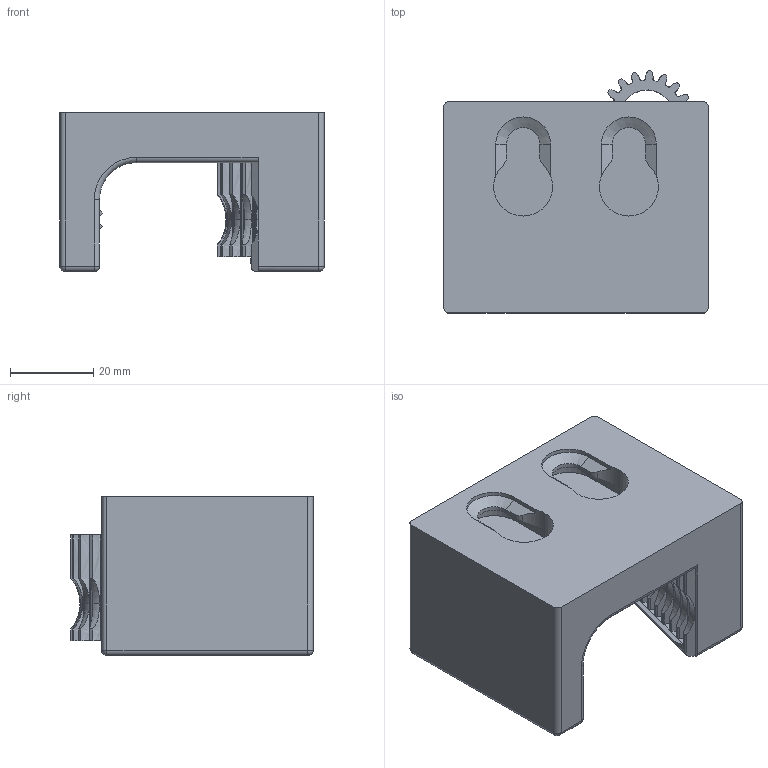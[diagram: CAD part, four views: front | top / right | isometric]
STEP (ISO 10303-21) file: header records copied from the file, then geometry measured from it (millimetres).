
FILE_DESCRIPTION (( 'STEP AP203' ), '1' );
FILE_NAME ('BroomHolder.STEP', '2022-03-28T22:30:20', ( '' ), ( '' ), 'SwSTEP 2.0', 'SolidWorks 2011', '' );
FILE_SCHEMA (( 'CONFIG_CONTROL_DESIGN' ));
Length unit declared in the file: inch
Products named in the file (3): BroomHolder; Gear; BroomGrabber
Assembly tree (2 placements, depth 2):
  BroomHolder
    Gear
    BroomGrabber
Bounding box: 63.5 x 58.18 x 38.2 mm (x, y, z)
Volume: 62545.4 mm3; surface area: 21444.2 mm2
Topology: 2 solids, 2 shells, 546 faces, 1504 edges, 972 vertices
Faces by surface type: cylinder 236, plane 190, bspline 72, torus 38, sphere 6, cone 4
Entity records: 22056 total; most frequent: CARTESIAN_POINT 8806, ORIENTED_EDGE 2996, DIRECTION 2306, EDGE_CURVE 1498, VERTEX_POINT 972, LINE 782, VECTOR 782, AXIS2_PLACEMENT_3D 762
